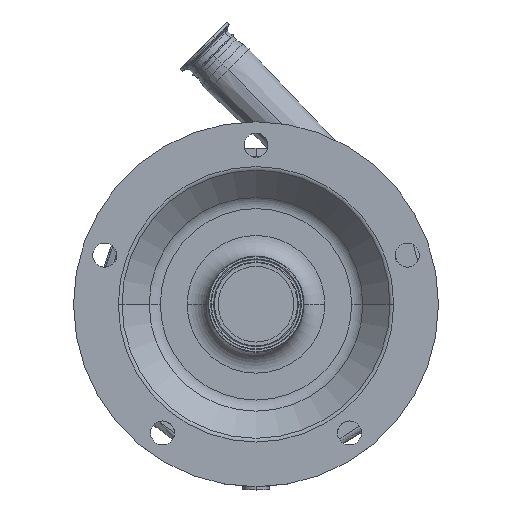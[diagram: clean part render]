
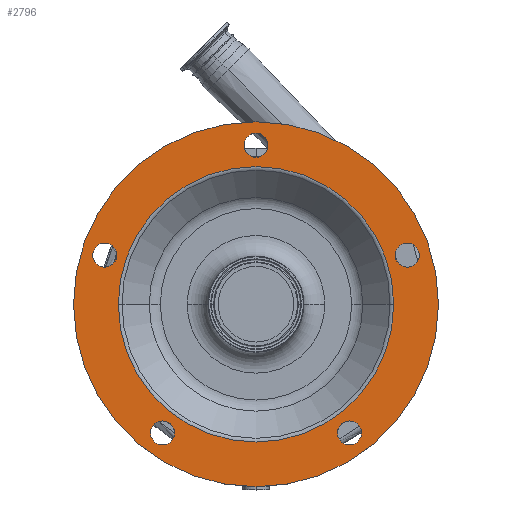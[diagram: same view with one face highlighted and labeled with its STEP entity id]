
A CAD part, top view. The second image highlights one B-rep face of the part: STEP entity #2796.
In plain terms, the highlighted planar face has unit normal (0, 0, 1).
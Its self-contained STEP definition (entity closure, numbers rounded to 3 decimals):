
#86 = ORIENTED_EDGE ( 'NONE', *, *, #7474, .F. ) ;
#277 = EDGE_CURVE ( 'NONE', #2112, #4103, #6500, .T. ) ;
#309 = AXIS2_PLACEMENT_3D ( 'NONE', #4985, #1829, #6020 ) ;
#396 = ORIENTED_EDGE ( 'NONE', *, *, #12464, .F. ) ;
#465 = AXIS2_PLACEMENT_3D ( 'NONE', #5433, #2421, #6411 ) ;
#616 = AXIS2_PLACEMENT_3D ( 'NONE', #5076, #7801, #5861 ) ;
#874 = CIRCLE ( 'NONE', #8374, 132.071 ) ;
#1053 = CIRCLE ( 'NONE', #2303, 11.5 ) ;
#1070 = ORIENTED_EDGE ( 'NONE', *, *, #3191, .F. ) ;
#1149 = DIRECTION ( 'NONE',  ( 1., 0., 0. ) ) ;
#1154 = EDGE_CURVE ( 'NONE', #7781, #6869, #1053, .T. ) ;
#1234 = DIRECTION ( 'NONE',  ( -1., 0., 0. ) ) ;
#1312 = CIRCLE ( 'NONE', #8606, 11.5 ) ;
#1313 = EDGE_LOOP ( 'NONE', ( #7900, #8978 ) ) ;
#1631 = DIRECTION ( 'NONE',  ( 1., 0., 0. ) ) ;
#1667 = ORIENTED_EDGE ( 'NONE', *, *, #2593, .F. ) ;
#1829 = DIRECTION ( 'NONE',  ( 0., 0., 1. ) ) ;
#1998 = CIRCLE ( 'NONE', #5359, 11.5 ) ;
#2112 = VERTEX_POINT ( 'NONE', #11598 ) ;
#2189 = CARTESIAN_POINT ( 'NONE',  ( 0., 152.5, 266.5 ) ) ;
#2303 = AXIS2_PLACEMENT_3D ( 'NONE', #11573, #6604, #1631 ) ;
#2309 = EDGE_CURVE ( 'NONE', #6869, #7781, #2326, .T. ) ;
#2326 = CIRCLE ( 'NONE', #11302, 11.5 ) ;
#2421 = DIRECTION ( 'NONE',  ( 0., 0., 1. ) ) ;
#2493 = DIRECTION ( 'NONE',  ( -1., 0., 0. ) ) ;
#2593 = EDGE_CURVE ( 'NONE', #11015, #3407, #3609, .T. ) ;
#2699 = VERTEX_POINT ( 'NONE', #4821 ) ;
#2796 = ADVANCED_FACE ( 'NONE', ( #9834, #10813, #12669, #3905, #11865, #6891, #4097 ), #8057, .F. ) ;
#2846 = CARTESIAN_POINT ( 'NONE',  ( 156.536, 47.125, 266.5 ) ) ;
#2967 = CIRCLE ( 'NONE', #4007, 11.5 ) ;
#2994 = CARTESIAN_POINT ( 'NONE',  ( 0., 0., 266.5 ) ) ;
#3128 = DIRECTION ( 'NONE',  ( 1., 0., 0. ) ) ;
#3175 = CARTESIAN_POINT ( 'NONE',  ( 101.137, -123.375, 266.5 ) ) ;
#3191 = EDGE_CURVE ( 'NONE', #2699, #5815, #3409, .T. ) ;
#3196 = CARTESIAN_POINT ( 'NONE',  ( 78.137, -123.375, 266.5 ) ) ;
#3407 = VERTEX_POINT ( 'NONE', #10657 ) ;
#3409 = CIRCLE ( 'NONE', #465, 11.5 ) ;
#3537 = EDGE_LOOP ( 'NONE', ( #5971, #12832 ) ) ;
#3609 = CIRCLE ( 'NONE', #10886, 11.5 ) ;
#3633 = VERTEX_POINT ( 'NONE', #12302 ) ;
#3697 = AXIS2_PLACEMENT_3D ( 'NONE', #6300, #9225, #4286 ) ;
#3752 = EDGE_CURVE ( 'NONE', #3407, #11015, #1312, .T. ) ;
#3794 = DIRECTION ( 'NONE',  ( 0., 0., 1. ) ) ;
#3827 = EDGE_LOOP ( 'NONE', ( #396, #1070 ) ) ;
#3905 = FACE_BOUND ( 'NONE', #3827, .T. ) ;
#3977 = VERTEX_POINT ( 'NONE', #4796 ) ;
#4007 = AXIS2_PLACEMENT_3D ( 'NONE', #10637, #3794, #12619 ) ;
#4048 = DIRECTION ( 'NONE',  ( 0., 0., 1. ) ) ;
#4097 = FACE_BOUND ( 'NONE', #3537, .T. ) ;
#4103 = VERTEX_POINT ( 'NONE', #5179 ) ;
#4286 = DIRECTION ( 'NONE',  ( 1., 0., 0. ) ) ;
#4322 = CARTESIAN_POINT ( 'NONE',  ( -101.137, -123.375, 266.5 ) ) ;
#4375 = VERTEX_POINT ( 'NONE', #3196 ) ;
#4444 = EDGE_LOOP ( 'NONE', ( #5330, #9877 ) ) ;
#4573 = EDGE_CURVE ( 'NONE', #8827, #11692, #12817, .T. ) ;
#4796 = CARTESIAN_POINT ( 'NONE',  ( 132.071, 0., 266.5 ) ) ;
#4821 = CARTESIAN_POINT ( 'NONE',  ( 133.536, 47.125, 266.5 ) ) ;
#4898 = EDGE_LOOP ( 'NONE', ( #86, #5997 ) ) ;
#4947 = DIRECTION ( 'NONE',  ( 0., 0., 1. ) ) ;
#4985 = CARTESIAN_POINT ( 'NONE',  ( 89.637, -123.375, 266.5 ) ) ;
#5076 = CARTESIAN_POINT ( 'NONE',  ( 0., 0., 266.5 ) ) ;
#5119 = CARTESIAN_POINT ( 'NONE',  ( -78.137, -123.375, 266.5 ) ) ;
#5154 = DIRECTION ( 'NONE',  ( 1., 0., 0. ) ) ;
#5162 = EDGE_CURVE ( 'NONE', #4103, #2112, #7606, .T. ) ;
#5179 = CARTESIAN_POINT ( 'NONE',  ( -175., 0., 266.5 ) ) ;
#5330 = ORIENTED_EDGE ( 'NONE', *, *, #12319, .T. ) ;
#5359 = AXIS2_PLACEMENT_3D ( 'NONE', #12145, #12217, #3128 ) ;
#5433 = CARTESIAN_POINT ( 'NONE',  ( 145.036, 47.125, 266.5 ) ) ;
#5621 = EDGE_LOOP ( 'NONE', ( #10528, #11772 ) ) ;
#5815 = VERTEX_POINT ( 'NONE', #2846 ) ;
#5861 = DIRECTION ( 'NONE',  ( -1., 0., 0. ) ) ;
#5971 = ORIENTED_EDGE ( 'NONE', *, *, #8615, .F. ) ;
#5997 = ORIENTED_EDGE ( 'NONE', *, *, #8747, .F. ) ;
#6020 = DIRECTION ( 'NONE',  ( 1., 0., 0. ) ) ;
#6300 = CARTESIAN_POINT ( 'NONE',  ( 89.637, -123.375, 266.5 ) ) ;
#6411 = DIRECTION ( 'NONE',  ( 1., 0., 0. ) ) ;
#6500 = CIRCLE ( 'NONE', #616, 175. ) ;
#6604 = DIRECTION ( 'NONE',  ( 0., 0., 1. ) ) ;
#6869 = VERTEX_POINT ( 'NONE', #5119 ) ;
#6891 = FACE_OUTER_BOUND ( 'NONE', #5621, .T. ) ;
#7078 = DIRECTION ( 'NONE',  ( 1., 0., 0. ) ) ;
#7431 = CARTESIAN_POINT ( 'NONE',  ( 11.5, 152.5, 266.5 ) ) ;
#7474 = EDGE_CURVE ( 'NONE', #9654, #4375, #9498, .T. ) ;
#7504 = ORIENTED_EDGE ( 'NONE', *, *, #3752, .F. ) ;
#7606 = CIRCLE ( 'NONE', #8636, 175. ) ;
#7746 = DIRECTION ( 'NONE',  ( 0., 0., 1. ) ) ;
#7781 = VERTEX_POINT ( 'NONE', #4322 ) ;
#7801 = DIRECTION ( 'NONE',  ( 0., 0., -1. ) ) ;
#7900 = ORIENTED_EDGE ( 'NONE', *, *, #2309, .F. ) ;
#7926 = DIRECTION ( 'NONE',  ( -1., 0., 0. ) ) ;
#7954 = AXIS2_PLACEMENT_3D ( 'NONE', #9161, #12064, #8913 ) ;
#8057 = PLANE ( 'NONE',  #7954 ) ;
#8157 = DIRECTION ( 'NONE',  ( 0., 0., -1. ) ) ;
#8159 = DIRECTION ( 'NONE',  ( 0., 0., -1. ) ) ;
#8184 = EDGE_CURVE ( 'NONE', #3977, #3633, #9720, .T. ) ;
#8288 = CARTESIAN_POINT ( 'NONE',  ( 0., 0., 266.5 ) ) ;
#8374 = AXIS2_PLACEMENT_3D ( 'NONE', #8288, #8157, #2493 ) ;
#8461 = AXIS2_PLACEMENT_3D ( 'NONE', #2994, #10945, #7926 ) ;
#8606 = AXIS2_PLACEMENT_3D ( 'NONE', #12736, #7746, #9966 ) ;
#8615 = EDGE_CURVE ( 'NONE', #11692, #8827, #1998, .T. ) ;
#8636 = AXIS2_PLACEMENT_3D ( 'NONE', #12298, #8159, #1234 ) ;
#8747 = EDGE_CURVE ( 'NONE', #4375, #9654, #12247, .T. ) ;
#8827 = VERTEX_POINT ( 'NONE', #10351 ) ;
#8913 = DIRECTION ( 'NONE',  ( -1., 0., 0. ) ) ;
#8978 = ORIENTED_EDGE ( 'NONE', *, *, #1154, .F. ) ;
#9161 = CARTESIAN_POINT ( 'NONE',  ( 0., 175., 266.5 ) ) ;
#9225 = DIRECTION ( 'NONE',  ( 0., 0., 1. ) ) ;
#9498 = CIRCLE ( 'NONE', #309, 11.5 ) ;
#9654 = VERTEX_POINT ( 'NONE', #3175 ) ;
#9720 = CIRCLE ( 'NONE', #8461, 132.071 ) ;
#9834 = FACE_BOUND ( 'NONE', #11560, .T. ) ;
#9877 = ORIENTED_EDGE ( 'NONE', *, *, #8184, .T. ) ;
#9966 = DIRECTION ( 'NONE',  ( 1., 0., 0. ) ) ;
#10099 = DIRECTION ( 'NONE',  ( 0., 0., 1. ) ) ;
#10140 = CARTESIAN_POINT ( 'NONE',  ( -89.637, -123.375, 266.5 ) ) ;
#10351 = CARTESIAN_POINT ( 'NONE',  ( -11.5, 152.5, 266.5 ) ) ;
#10432 = CARTESIAN_POINT ( 'NONE',  ( -133.536, 47.125, 266.5 ) ) ;
#10528 = ORIENTED_EDGE ( 'NONE', *, *, #5162, .F. ) ;
#10637 = CARTESIAN_POINT ( 'NONE',  ( 145.036, 47.125, 266.5 ) ) ;
#10657 = CARTESIAN_POINT ( 'NONE',  ( -156.536, 47.125, 266.5 ) ) ;
#10813 = FACE_BOUND ( 'NONE', #1313, .T. ) ;
#10886 = AXIS2_PLACEMENT_3D ( 'NONE', #12140, #4048, #5154 ) ;
#10922 = AXIS2_PLACEMENT_3D ( 'NONE', #2189, #10099, #1149 ) ;
#10945 = DIRECTION ( 'NONE',  ( 0., 0., -1. ) ) ;
#11015 = VERTEX_POINT ( 'NONE', #10432 ) ;
#11302 = AXIS2_PLACEMENT_3D ( 'NONE', #10140, #4947, #7078 ) ;
#11560 = EDGE_LOOP ( 'NONE', ( #1667, #7504 ) ) ;
#11573 = CARTESIAN_POINT ( 'NONE',  ( -89.637, -123.375, 266.5 ) ) ;
#11598 = CARTESIAN_POINT ( 'NONE',  ( 175., 0., 266.5 ) ) ;
#11692 = VERTEX_POINT ( 'NONE', #7431 ) ;
#11772 = ORIENTED_EDGE ( 'NONE', *, *, #277, .F. ) ;
#11865 = FACE_BOUND ( 'NONE', #4444, .T. ) ;
#12064 = DIRECTION ( 'NONE',  ( 0., 0., -1. ) ) ;
#12140 = CARTESIAN_POINT ( 'NONE',  ( -145.036, 47.125, 266.5 ) ) ;
#12145 = CARTESIAN_POINT ( 'NONE',  ( 0., 152.5, 266.5 ) ) ;
#12217 = DIRECTION ( 'NONE',  ( 0., 0., 1. ) ) ;
#12247 = CIRCLE ( 'NONE', #3697, 11.5 ) ;
#12298 = CARTESIAN_POINT ( 'NONE',  ( 0., 0., 266.5 ) ) ;
#12302 = CARTESIAN_POINT ( 'NONE',  ( -132.071, 0., 266.5 ) ) ;
#12319 = EDGE_CURVE ( 'NONE', #3633, #3977, #874, .T. ) ;
#12464 = EDGE_CURVE ( 'NONE', #5815, #2699, #2967, .T. ) ;
#12619 = DIRECTION ( 'NONE',  ( 1., 0., 0. ) ) ;
#12669 = FACE_BOUND ( 'NONE', #4898, .T. ) ;
#12736 = CARTESIAN_POINT ( 'NONE',  ( -145.036, 47.125, 266.5 ) ) ;
#12817 = CIRCLE ( 'NONE', #10922, 11.5 ) ;
#12832 = ORIENTED_EDGE ( 'NONE', *, *, #4573, .F. ) ;
